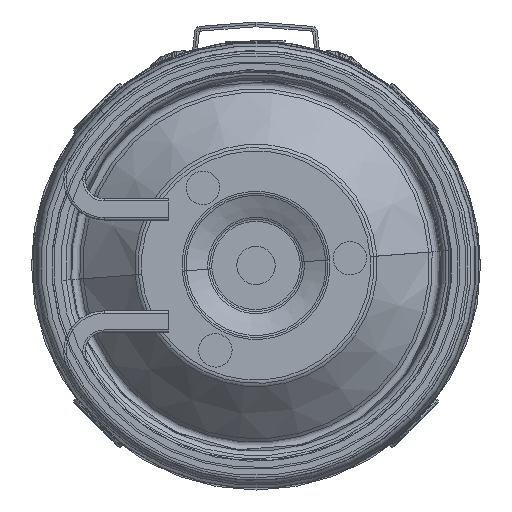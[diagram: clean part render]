
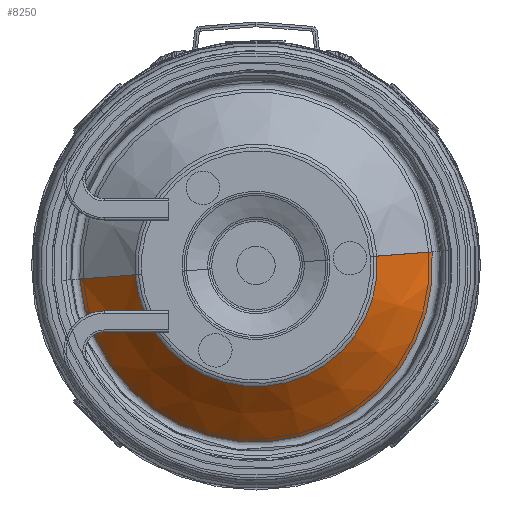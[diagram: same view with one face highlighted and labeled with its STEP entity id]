
A CAD part, front view. The second image highlights one B-rep face of the part: STEP entity #8250.
In plain terms, the highlighted conical face has half-angle 46.546 degrees and reference radius 25.375 mm.
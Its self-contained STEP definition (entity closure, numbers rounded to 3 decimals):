
#858 = LINE ( 'NONE', #4629, #27355 ) ;
#1214 = EDGE_CURVE ( 'NONE', #8512, #36114, #858, .T. ) ;
#3030 = CARTESIAN_POINT ( 'NONE',  ( 0., 0.548, 25.376 ) ) ;
#3876 = CIRCLE ( 'NONE', #15881, 36.962 ) ;
#4544 = LINE ( 'NONE', #20050, #21121 ) ;
#4629 = CARTESIAN_POINT ( 'NONE',  ( 0., 0.548, -25.376 ) ) ;
#5555 = CARTESIAN_POINT ( 'NONE',  ( 0., 11.526, 0. ) ) ;
#5966 = DIRECTION ( 'NONE',  ( 0., 0., 1. ) ) ;
#7877 = CARTESIAN_POINT ( 'NONE',  ( 0., 11.526, -36.962 ) ) ;
#8250 = ADVANCED_FACE ( 'NONE', ( #23156 ), #32850, .T. ) ;
#8273 = DIRECTION ( 'NONE',  ( 0., 1., 0. ) ) ;
#8512 = VERTEX_POINT ( 'NONE', #31385 ) ;
#15881 = AXIS2_PLACEMENT_3D ( 'NONE', #5555, #8273, #5966 ) ;
#16348 = DIRECTION ( 'NONE',  ( 0., 0., 1. ) ) ;
#16592 = CARTESIAN_POINT ( 'NONE',  ( 0., 11.526, 36.962 ) ) ;
#16632 = ORIENTED_EDGE ( 'NONE', *, *, #1214, .F. ) ;
#16742 = VERTEX_POINT ( 'NONE', #16592 ) ;
#18462 = EDGE_LOOP ( 'NONE', ( #16632, #39114, #39499, #25649 ) ) ;
#19190 = VERTEX_POINT ( 'NONE', #3030 ) ;
#19862 = EDGE_CURVE ( 'NONE', #8512, #19190, #38822, .T. ) ;
#20032 = DIRECTION ( 'NONE',  ( 0., 0., 1. ) ) ;
#20050 = CARTESIAN_POINT ( 'NONE',  ( 0., 0.548, 25.376 ) ) ;
#20138 = AXIS2_PLACEMENT_3D ( 'NONE', #35946, #33228, #20032 ) ;
#20758 = AXIS2_PLACEMENT_3D ( 'NONE', #25827, #38583, #16348 ) ;
#21121 = VECTOR ( 'NONE', #32824, 1000. ) ;
#23156 = FACE_OUTER_BOUND ( 'NONE', #18462, .T. ) ;
#25649 = ORIENTED_EDGE ( 'NONE', *, *, #38966, .F. ) ;
#25827 = CARTESIAN_POINT ( 'NONE',  ( 0., 0.548, 0. ) ) ;
#26431 = DIRECTION ( 'NONE',  ( 0., 0.688, -0.726 ) ) ;
#27355 = VECTOR ( 'NONE', #26431, 1000. ) ;
#31385 = CARTESIAN_POINT ( 'NONE',  ( 0., 0.548, -25.376 ) ) ;
#32824 = DIRECTION ( 'NONE',  ( 0., 0.688, 0.726 ) ) ;
#32850 = CONICAL_SURFACE ( 'NONE', #20138, 25.376, 0.812 ) ;
#33228 = DIRECTION ( 'NONE',  ( 0., 1., 0. ) ) ;
#35946 = CARTESIAN_POINT ( 'NONE',  ( 0., 0.548, 0. ) ) ;
#36092 = EDGE_CURVE ( 'NONE', #19190, #16742, #4544, .T. ) ;
#36114 = VERTEX_POINT ( 'NONE', #7877 ) ;
#38583 = DIRECTION ( 'NONE',  ( 0., 1., 0. ) ) ;
#38822 = CIRCLE ( 'NONE', #20758, 25.376 ) ;
#38966 = EDGE_CURVE ( 'NONE', #36114, #16742, #3876, .T. ) ;
#39114 = ORIENTED_EDGE ( 'NONE', *, *, #19862, .T. ) ;
#39499 = ORIENTED_EDGE ( 'NONE', *, *, #36092, .T. ) ;
